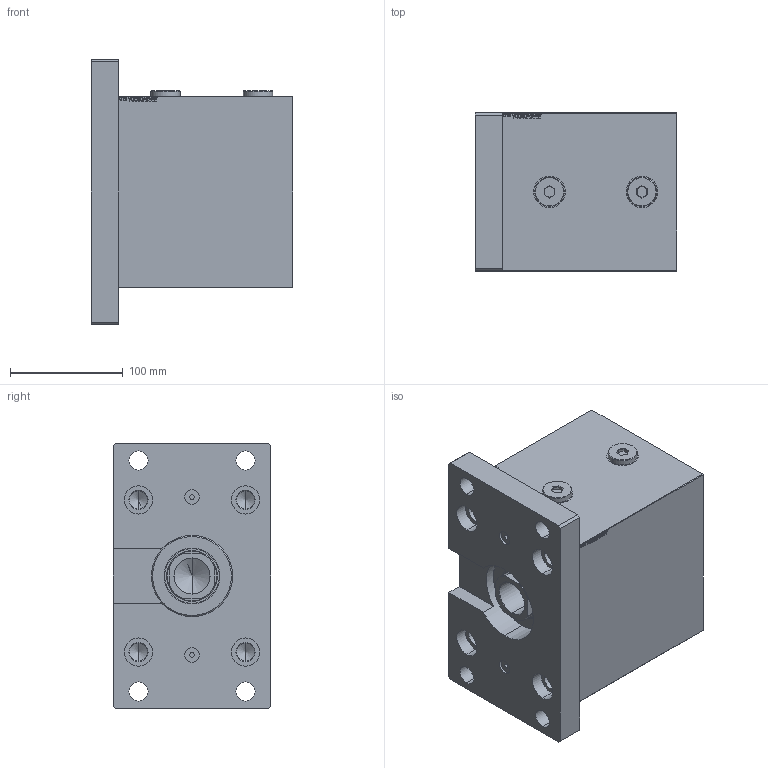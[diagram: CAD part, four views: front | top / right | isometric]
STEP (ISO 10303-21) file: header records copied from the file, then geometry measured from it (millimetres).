
FILE_DESCRIPTION (( 'STEP AP203' ), '1' );
FILE_NAME ('fa5b.STEP', '2024-02-11T08:57:42', ( '' ), ( '' ), 'SwSTEP 2.0', 'SolidWorks 2019', '' );
FILE_SCHEMA (( 'CONFIG_CONTROL_DESIGN' ));
Length unit declared in the file: millimetre
Products named in the file (6): V450CM_B_VCP d5f2836fbb83c4c7b34c0ae6e49b5480; V450CM_VC_B d5f2836fbb83c4c7b34c0ae6e49b5480; FLANGE d5f2836fbb83c4c7b34c0ae6e49b5480; fa5b; Zatka_OIL_PORT d5f2836fbb83c4c7b34c0ae6e49b5480; V450CM_B_Body d5f2836fbb83c4c7b34c0ae6e49b5480
Assembly tree (6 placements, depth 2):
  fa5b
    V450CM_B_Body d5f2836fbb83c4c7b34c0ae6e49b5480
    V450CM_B_VCP d5f2836fbb83c4c7b34c0ae6e49b5480
    V450CM_VC_B d5f2836fbb83c4c7b34c0ae6e49b5480
    FLANGE d5f2836fbb83c4c7b34c0ae6e49b5480
    Zatka_OIL_PORT d5f2836fbb83c4c7b34c0ae6e49b5480  x2
Bounding box: 179 x 140 x 235 mm (x, y, z)
Volume: 3915912.4 mm3; surface area: 366934.9 mm2
Topology: 6 solids, 6 shells, 991 faces, 2518 edges, 1645 vertices
Faces by surface type: plane 455, bspline 380, cylinder 106, cone 50
Entity records: 47544 total; most frequent: CARTESIAN_POINT 25826, ORIENTED_EDGE 4920, DIRECTION 3122, EDGE_CURVE 2460, VERTEX_POINT 1621, LINE 1448, VECTOR 1448, EDGE_LOOP 1127
